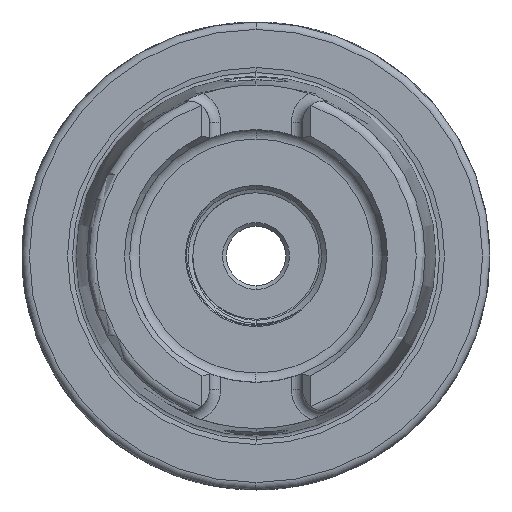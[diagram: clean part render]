
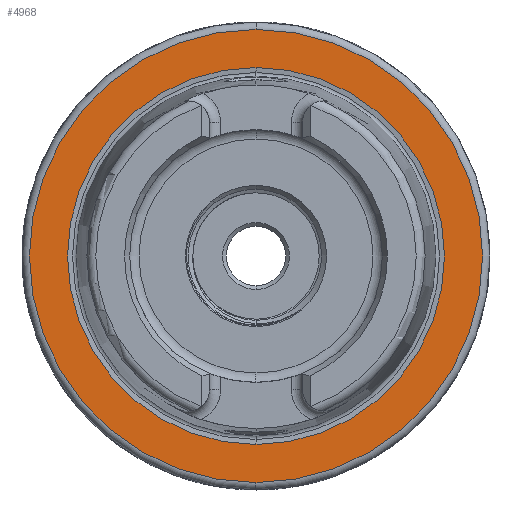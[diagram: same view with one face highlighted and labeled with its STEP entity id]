
A CAD part, left-side view. The second image highlights one B-rep face of the part: STEP entity #4968.
In plain terms, the highlighted planar face has unit normal (-1, 0, 0).
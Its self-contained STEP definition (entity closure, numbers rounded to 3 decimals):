
#4641 = CARTESIAN_POINT ( 'NONE',  ( 0., 25.369, 0. ) ) ;
#4659 = DIRECTION ( 'NONE',  ( -1., 0., 0. ) ) ;
#4666 = DIRECTION ( 'NONE',  ( 0., 0., 1. ) ) ;
#4669 = PLANE ( 'NONE',  #19585 ) ;
#4968 = ADVANCED_FACE ( 'NONE', ( #20294, #20269 ), #4669, .T. ) ;
#7440 = VERTEX_POINT ( 'NONE', #12932 ) ;
#7459 = VERTEX_POINT ( 'NONE', #12971 ) ;
#7616 = VERTEX_POINT ( 'NONE', #13016 ) ;
#7629 = VERTEX_POINT ( 'NONE', #13010 ) ;
#12932 = CARTESIAN_POINT ( 'NONE',  ( 0., 0., 30.5 ) ) ;
#12971 = CARTESIAN_POINT ( 'NONE',  ( 0., 0., -30.5 ) ) ;
#13010 = CARTESIAN_POINT ( 'NONE',  ( 0., 0., 25.369 ) ) ;
#13016 = CARTESIAN_POINT ( 'NONE',  ( 0., 0., -25.369 ) ) ;
#13087 = DIRECTION ( 'NONE',  ( 1., 0., 0. ) ) ;
#13094 = DIRECTION ( 'NONE',  ( 0., 0., -1. ) ) ;
#13118 = CARTESIAN_POINT ( 'NONE',  ( 0., 0., 0. ) ) ;
#14076 = CARTESIAN_POINT ( 'NONE',  ( 0., 0., 0. ) ) ;
#14079 = DIRECTION ( 'NONE',  ( 0., 0., 1. ) ) ;
#14095 = DIRECTION ( 'NONE',  ( -1., 0., 0. ) ) ;
#14518 = DIRECTION ( 'NONE',  ( 1., 0., 0. ) ) ;
#14522 = DIRECTION ( 'NONE',  ( 0., 0., -1. ) ) ;
#14558 = CARTESIAN_POINT ( 'NONE',  ( 0., 0., 0. ) ) ;
#15626 = AXIS2_PLACEMENT_3D ( 'NONE', #17373, #17374, #17364 ) ;
#15652 = AXIS2_PLACEMENT_3D ( 'NONE', #14558, #14518, #14522 ) ;
#15740 = CIRCLE ( 'NONE', #15626, 30.5 ) ;
#17364 = DIRECTION ( 'NONE',  ( 0., 0., 1. ) ) ;
#17373 = CARTESIAN_POINT ( 'NONE',  ( 0., 0., 0. ) ) ;
#17374 = DIRECTION ( 'NONE',  ( -1., 0., 0. ) ) ;
#17877 = EDGE_CURVE ( 'NONE', #7616, #7629, #20529, .T. ) ;
#17979 = EDGE_CURVE ( 'NONE', #7459, #7440, #20653, .T. ) ;
#18166 = EDGE_CURVE ( 'NONE', #7629, #7616, #20839, .T. ) ;
#19273 = EDGE_LOOP ( 'NONE', ( #20909, #20964 ) ) ;
#19275 = EDGE_LOOP ( 'NONE', ( #20935, #20965 ) ) ;
#19585 = AXIS2_PLACEMENT_3D ( 'NONE', #4641, #4659, #4666 ) ;
#19753 = AXIS2_PLACEMENT_3D ( 'NONE', #13118, #13087, #13094 ) ;
#19766 = AXIS2_PLACEMENT_3D ( 'NONE', #14076, #14095, #14079 ) ;
#19851 = EDGE_CURVE ( 'NONE', #7440, #7459, #15740, .T. ) ;
#20269 = FACE_BOUND ( 'NONE', #19273, .T. ) ;
#20294 = FACE_OUTER_BOUND ( 'NONE', #19275, .T. ) ;
#20529 = CIRCLE ( 'NONE', #19753, 25.369 ) ;
#20653 = CIRCLE ( 'NONE', #19766, 30.5 ) ;
#20839 = CIRCLE ( 'NONE', #15652, 25.369 ) ;
#20909 = ORIENTED_EDGE ( 'NONE', *, *, #18166, .T. ) ;
#20935 = ORIENTED_EDGE ( 'NONE', *, *, #19851, .T. ) ;
#20964 = ORIENTED_EDGE ( 'NONE', *, *, #17877, .T. ) ;
#20965 = ORIENTED_EDGE ( 'NONE', *, *, #17979, .T. ) ;
